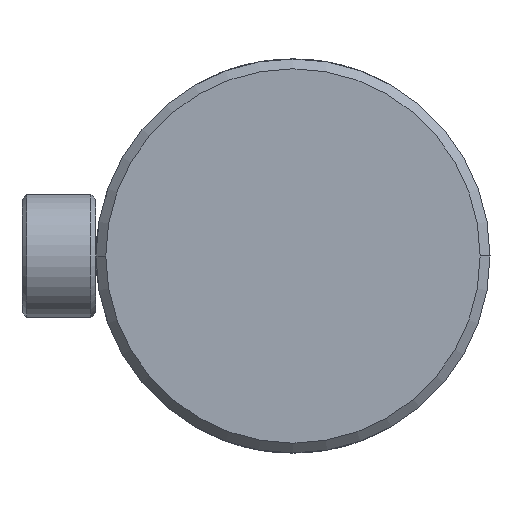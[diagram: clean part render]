
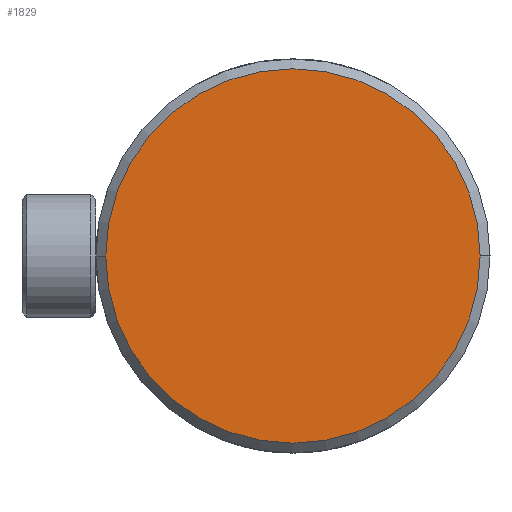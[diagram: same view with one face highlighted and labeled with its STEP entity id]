
A CAD part, left-side view. The second image highlights one B-rep face of the part: STEP entity #1829.
In plain terms, the highlighted planar face has unit normal (-1, 0, 0).
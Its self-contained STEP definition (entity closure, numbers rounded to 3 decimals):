
#219 = CIRCLE ( 'NONE', #2273, 38. ) ;
#318 = ORIENTED_EDGE ( 'NONE', *, *, #463, .F. ) ;
#463 = EDGE_CURVE ( 'NONE', #2878, #1577, #3585, .T. ) ;
#704 = PLANE ( 'NONE',  #1229 ) ;
#1112 = DIRECTION ( 'NONE',  ( 1., 0., 0. ) ) ;
#1208 = CARTESIAN_POINT ( 'NONE',  ( -58., 0., 0. ) ) ;
#1228 = EDGE_CURVE ( 'NONE', #1577, #2878, #219, .T. ) ;
#1229 = AXIS2_PLACEMENT_3D ( 'NONE', #2804, #1594, #3372 ) ;
#1393 = CARTESIAN_POINT ( 'NONE',  ( -58., 38., 0. ) ) ;
#1550 = DIRECTION ( 'NONE',  ( 0., 1., 0. ) ) ;
#1577 = VERTEX_POINT ( 'NONE', #2008 ) ;
#1594 = DIRECTION ( 'NONE',  ( -1., 0., 0. ) ) ;
#1829 = ADVANCED_FACE ( 'NONE', ( #2871 ), #704, .T. ) ;
#2008 = CARTESIAN_POINT ( 'NONE',  ( -58., -38., 0. ) ) ;
#2086 = EDGE_LOOP ( 'NONE', ( #318, #3979 ) ) ;
#2273 = AXIS2_PLACEMENT_3D ( 'NONE', #1208, #3555, #1550 ) ;
#2666 = AXIS2_PLACEMENT_3D ( 'NONE', #3116, #1112, #3468 ) ;
#2804 = CARTESIAN_POINT ( 'NONE',  ( -58., 0., 0. ) ) ;
#2871 = FACE_OUTER_BOUND ( 'NONE', #2086, .T. ) ;
#2878 = VERTEX_POINT ( 'NONE', #1393 ) ;
#3116 = CARTESIAN_POINT ( 'NONE',  ( -58., 0., 0. ) ) ;
#3372 = DIRECTION ( 'NONE',  ( 0., -1., 0. ) ) ;
#3468 = DIRECTION ( 'NONE',  ( 0., 1., 0. ) ) ;
#3555 = DIRECTION ( 'NONE',  ( 1., 0., 0. ) ) ;
#3585 = CIRCLE ( 'NONE', #2666, 38. ) ;
#3979 = ORIENTED_EDGE ( 'NONE', *, *, #1228, .F. ) ;
